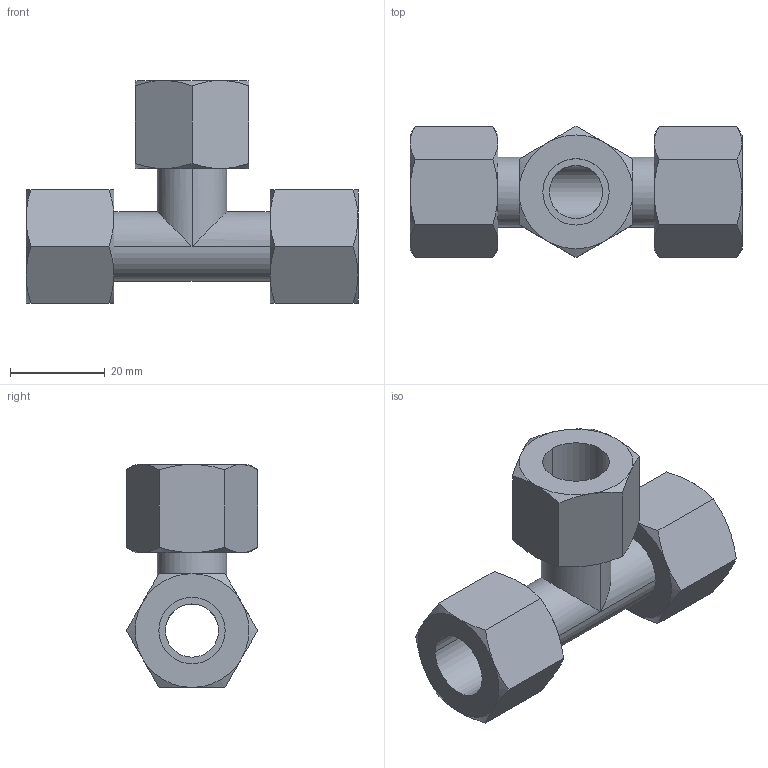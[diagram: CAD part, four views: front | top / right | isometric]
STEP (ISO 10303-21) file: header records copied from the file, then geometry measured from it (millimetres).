
FILE_DESCRIPTION(('STEP AP214'),'1');
FILE_NAME('0104_14_00.stp','2016-07-07T14:21:15',('TraceParts'),('TraceParts S.A.'),'Spatial InterOp 3D',' ',' ');
FILE_SCHEMA(('automotive_design'));
Length unit declared in the file: millimetre
Products named in the file (1): 00004-98770-DFP-01000_2WC0KTZHRC24Q0DP7VSO6II0H
Bounding box: 70 x 27.71 x 47 mm (x, y, z)
Volume: 22643 mm3; surface area: 12356.8 mm2
Topology: 1 solids, 1 shells, 79 faces, 180 edges, 108 vertices
Faces by surface type: cone 36, plane 27, cylinder 16
Entity records: 3147 total; most frequent: CARTESIAN_POINT 812, ORIENTED_EDGE 360, DIRECTION 332, EDGE_CURVE 180, AXIS2_PLACEMENT_3D 148, VERTEX_POINT 108, EDGE_LOOP 88, STYLED_ITEM 80
